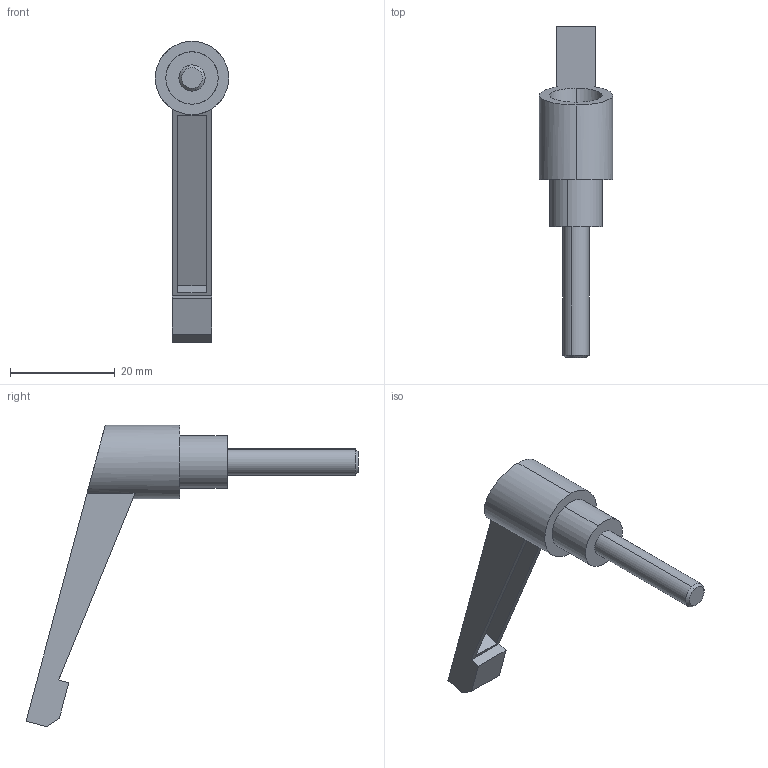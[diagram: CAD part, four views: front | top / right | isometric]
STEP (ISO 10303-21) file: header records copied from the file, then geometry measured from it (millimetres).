
FILE_DESCRIPTION (( 'STEP AP214' ), '1' );
FILE_NAME ('B865 Âèíò ñ ðóêîÿòêîé Ì5õ25.STEP', '2025-07-22T10:55:51', ( '' ), ( '' ), 'SwSTEP 2.0', 'SolidWorks 2025', '' );
FILE_SCHEMA (( 'AUTOMOTIVE_DESIGN' ));
Length unit declared in the file: millimetre
Products named in the file (4): B865 Винт с рукояткой М5х25; Винт с рукояткой_00; Рукоятка_00; Винтик_00
Assembly tree (3 placements, depth 2):
  B865 Винт с рукояткой М5х25
    Винт с рукояткой_00
    Винтик_00
    Рукоятка_00
Bounding box: 14 x 63.39 x 57.54 mm (x, y, z)
Volume: 4787.2 mm3; surface area: 4510.8 mm2
Topology: 3 solids, 3 shells, 52 faces, 115 edges, 76 vertices
Faces by surface type: plane 32, cylinder 18, cone 2
Entity records: 1595 total; most frequent: CARTESIAN_POINT 273, DIRECTION 257, ORIENTED_EDGE 230, EDGE_CURVE 115, AXIS2_PLACEMENT_3D 92, VERTEX_POINT 76, LINE 73, VECTOR 73
